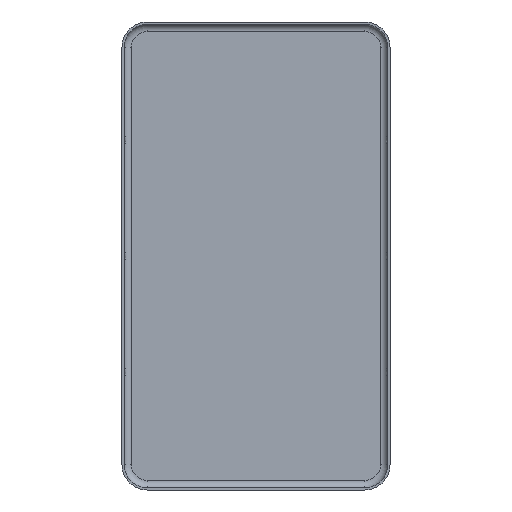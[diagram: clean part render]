
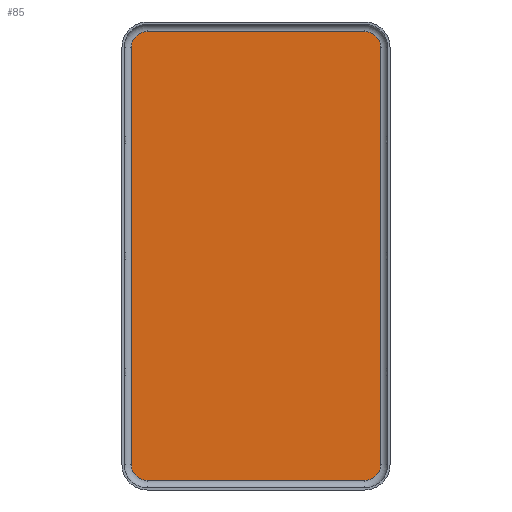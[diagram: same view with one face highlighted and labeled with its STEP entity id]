
A CAD part, front view. The second image highlights one B-rep face of the part: STEP entity #85.
In plain terms, the highlighted planar face has unit normal (0, -1, 0).
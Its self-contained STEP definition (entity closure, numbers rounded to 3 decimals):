
#85 = ADVANCED_FACE( 'NONE', ( #206 ), #207, .T. );
#206 = FACE_OUTER_BOUND( '', #367, .T. );
#207 = PLANE( '', #368 );
#367 = EDGE_LOOP( '', ( #548, #549, #550, #551, #552, #553, #554, #555 ) );
#368 = AXIS2_PLACEMENT_3D( '', #556, #557, #558 );
#548 = ORIENTED_EDGE( '', *, *, #898, .F. );
#549 = ORIENTED_EDGE( '', *, *, #899, .F. );
#550 = ORIENTED_EDGE( '', *, *, #900, .F. );
#551 = ORIENTED_EDGE( '', *, *, #901, .T. );
#552 = ORIENTED_EDGE( '', *, *, #902, .T. );
#553 = ORIENTED_EDGE( '', *, *, #872, .F. );
#554 = ORIENTED_EDGE( '', *, *, #903, .T. );
#555 = ORIENTED_EDGE( '', *, *, #904, .T. );
#556 = CARTESIAN_POINT( '', ( 14.95, 0., -28.7 ) );
#557 = DIRECTION( '', ( 0., -1., 0. ) );
#558 = DIRECTION( '', ( 0., 0., -1. ) );
#872 = EDGE_CURVE( 'NONE', #1012, #1014, #1015, .T. );
#898 = EDGE_CURVE( 'NONE', #1057, #1058, #1059, .T. );
#899 = EDGE_CURVE( 'NONE', #1060, #1057, #1061, .T. );
#900 = EDGE_CURVE( 'NONE', #1062, #1060, #1063, .T. );
#901 = EDGE_CURVE( 'NONE', #1062, #1064, #1065, .T. );
#902 = EDGE_CURVE( 'NONE', #1064, #1014, #1066, .T. );
#903 = EDGE_CURVE( 'NONE', #1012, #1067, #1068, .T. );
#904 = EDGE_CURVE( 'NONE', #1067, #1058, #1069, .T. );
#1012 = VERTEX_POINT( 'NONE', #1211 );
#1014 = VERTEX_POINT( 'NONE', #1213 );
#1015 = CIRCLE( '', #1214, 2.2 );
#1057 = VERTEX_POINT( 'NONE', #1263 );
#1058 = VERTEX_POINT( 'NONE', #1264 );
#1059 = LINE( '', #1265, #1266 );
#1060 = VERTEX_POINT( 'NONE', #1267 );
#1061 = CIRCLE( '', #1268, 2.2 );
#1062 = VERTEX_POINT( 'NONE', #1269 );
#1063 = LINE( '', #1270, #1271 );
#1064 = VERTEX_POINT( 'NONE', #1272 );
#1065 = CIRCLE( '', #1273, 2.2 );
#1066 = LINE( '', #1274, #1275 );
#1067 = VERTEX_POINT( 'NONE', #1276 );
#1068 = LINE( '', #1277, #1278 );
#1069 = CIRCLE( '', #1279, 2.2 );
#1211 = CARTESIAN_POINT( '', ( -17.15, 0., 28.7 ) );
#1213 = CARTESIAN_POINT( '', ( -14.95, 0., 30.9 ) );
#1214 = AXIS2_PLACEMENT_3D( '', #1452, #1453, #1454 );
#1263 = CARTESIAN_POINT( '', ( 14.95, 0., -30.9 ) );
#1264 = CARTESIAN_POINT( '', ( -14.95, 0., -30.9 ) );
#1265 = CARTESIAN_POINT( '', ( 14.95, 0., -30.9 ) );
#1266 = VECTOR( '', #1495, 1000. );
#1267 = CARTESIAN_POINT( '', ( 17.15, 0., -28.7 ) );
#1268 = AXIS2_PLACEMENT_3D( '', #1496, #1497, #1498 );
#1269 = CARTESIAN_POINT( '', ( 17.15, 0., 28.7 ) );
#1270 = CARTESIAN_POINT( '', ( 17.15, 0., 0. ) );
#1271 = VECTOR( '', #1499, 1000. );
#1272 = CARTESIAN_POINT( '', ( 14.95, 0., 30.9 ) );
#1273 = AXIS2_PLACEMENT_3D( '', #1500, #1501, #1502 );
#1274 = CARTESIAN_POINT( '', ( 14.95, 0., 30.9 ) );
#1275 = VECTOR( '', #1503, 1000. );
#1276 = CARTESIAN_POINT( '', ( -17.15, 0., -28.7 ) );
#1277 = CARTESIAN_POINT( '', ( -17.15, 0., 0. ) );
#1278 = VECTOR( '', #1504, 1000. );
#1279 = AXIS2_PLACEMENT_3D( '', #1505, #1506, #1507 );
#1452 = CARTESIAN_POINT( '', ( -14.95, 0., 28.7 ) );
#1453 = DIRECTION( '', ( 0., 1., 0. ) );
#1454 = DIRECTION( '', ( 0., 0., -1. ) );
#1495 = DIRECTION( '', ( -1., 0., 0. ) );
#1496 = CARTESIAN_POINT( '', ( 14.95, 0., -28.7 ) );
#1497 = DIRECTION( '', ( 0., 1., 0. ) );
#1498 = DIRECTION( '', ( 0., 0., 1. ) );
#1499 = DIRECTION( '', ( 0., 0., -1. ) );
#1500 = CARTESIAN_POINT( '', ( 14.95, 0., 28.7 ) );
#1501 = DIRECTION( '', ( 0., -1., 0. ) );
#1502 = DIRECTION( '', ( 0., 0., -1. ) );
#1503 = DIRECTION( '', ( -1., 0., 0. ) );
#1504 = DIRECTION( '', ( 0., 0., -1. ) );
#1505 = CARTESIAN_POINT( '', ( -14.95, 0., -28.7 ) );
#1506 = DIRECTION( '', ( 0., -1., 0. ) );
#1507 = DIRECTION( '', ( 0., 0., 1. ) );
